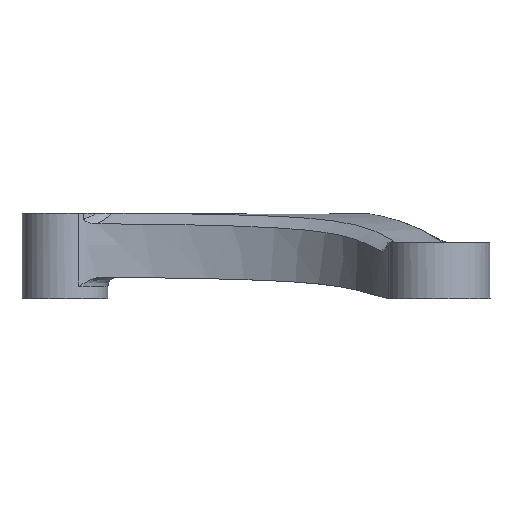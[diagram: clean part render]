
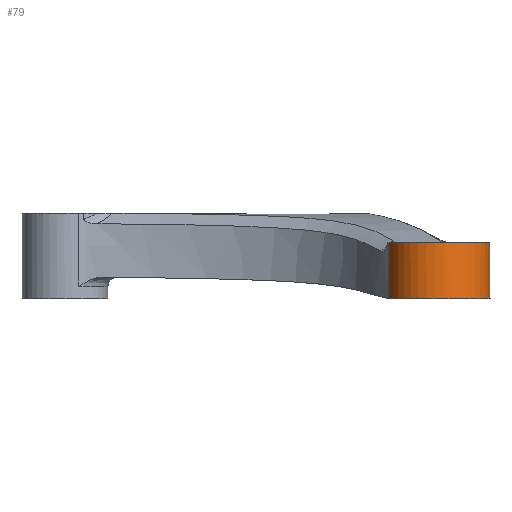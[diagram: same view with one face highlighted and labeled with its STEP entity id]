
A CAD part, left-side view. The second image highlights one B-rep face of the part: STEP entity #79.
In plain terms, the highlighted cylindrical face has radius 12 mm (diameter 24 mm), a partial arc.
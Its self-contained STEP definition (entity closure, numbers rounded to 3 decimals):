
#79 = ADVANCED_FACE( '', ( #174 ), #175, .T. );
#174 = FACE_OUTER_BOUND( '', #377, .T. );
#175 = CYLINDRICAL_SURFACE( '', #378, 12. );
#377 = EDGE_LOOP( '', ( #8243, #8244, #8245, #8246, #8247, #8248, #8249, #8250 ) );
#378 = AXIS2_PLACEMENT_3D( '', #8251, #8252, #8253 );
#8243 = ORIENTED_EDGE( '', *, *, #8955, .T. );
#8244 = ORIENTED_EDGE( '', *, *, #8956, .T. );
#8245 = ORIENTED_EDGE( '', *, *, #8957, .F. );
#8246 = ORIENTED_EDGE( '', *, *, #8958, .T. );
#8247 = ORIENTED_EDGE( '', *, *, #8959, .F. );
#8248 = ORIENTED_EDGE( '', *, *, #8960, .T. );
#8249 = ORIENTED_EDGE( '', *, *, #8961, .F. );
#8250 = ORIENTED_EDGE( '', *, *, #8962, .T. );
#8251 = CARTESIAN_POINT( '', ( -69.5, -42.5, 4.999 ) );
#8252 = DIRECTION( '', ( 0., 0., 1. ) );
#8253 = DIRECTION( '', ( 1., 0., 0. ) );
#8955 = EDGE_CURVE( '', #9196, #9197, #9198, .F. );
#8956 = EDGE_CURVE( '', #9197, #9199, #9200, .T. );
#8957 = EDGE_CURVE( '', #9201, #9199, #9202, .T. );
#8958 = EDGE_CURVE( '', #9201, #9203, #9204, .T. );
#8959 = EDGE_CURVE( '', #9205, #9203, #9206, .T. );
#8960 = EDGE_CURVE( '', #9205, #9207, #9208, .T. );
#8961 = EDGE_CURVE( '', #9209, #9207, #9210, .T. );
#8962 = EDGE_CURVE( '', #9209, #9196, #9211, .T. );
#9196 = VERTEX_POINT( '', #9629 );
#9197 = VERTEX_POINT( '', #9630 );
#9198 = LINE( '', #9631, #9632 );
#9199 = VERTEX_POINT( '', #9633 );
#9200 = B_SPLINE_CURVE_WITH_KNOTS( '', 3, ( #9634, #9635, #9636, #9637, #9638, #9639, #9640, #9641, #9642, #9643 ), .UNSPECIFIED., .F., .F., ( 4, 2, 2, 2, 4 ), ( 0.034, 0.035, 0.035, 0.036, 0.037 ), .UNSPECIFIED. );
#9201 = VERTEX_POINT( '', #9644 );
#9202 = CIRCLE( '', #9645, 12. );
#9203 = VERTEX_POINT( '', #9646 );
#9204 = B_SPLINE_CURVE_WITH_KNOTS( '', 3, ( #9647, #9648, #9649, #9650, #9651, #9652, #9653, #9654, #9655, #9656, #9657, #9658, #9659, #9660, #9661, #9662, #9663, #9664, #9665, #9666, #9667, #9668, #9669, #9670, #9671, #9672, #9673 ), .UNSPECIFIED., .F., .F., ( 4, 2, 2, 1, 2, 2, 2, 2, 2, 2, 2, 1, 1, 2, 4 ), ( 0., 0., 0., 0.001, 0.001, 0.002, 0.003, 0.003, 0.004, 0.004, 0.004, 0.004, 0.005, 0.005, 0.005 ), .UNSPECIFIED. );
#9205 = VERTEX_POINT( '', #9674 );
#9206 = LINE( '', #9675, #9676 );
#9207 = VERTEX_POINT( '', #9677 );
#9208 = B_SPLINE_CURVE_WITH_KNOTS( '', 3, ( #9678, #9679, #9680, #9681 ), .UNSPECIFIED., .F., .F., ( 4, 4 ), ( 0., 0.001 ), .UNSPECIFIED. );
#9209 = VERTEX_POINT( '', #9682 );
#9210 = CIRCLE( '', #9683, 12. );
#9211 = B_SPLINE_CURVE_WITH_KNOTS( '', 3, ( #9684, #9685, #9686, #9687, #9688, #9689, #9690, #9691, #9692, #9693, #9694, #9695, #9696, #9697, #9698, #9699, #9700 ), .UNSPECIFIED., .F., .F., ( 4, 1, 1, 1, 1, 1, 1, 1, 1, 1, 1, 1, 1, 1, 4 ), ( 0., 0.072, 0.138, 0.198, 0.254, 0.304, 0.348, 0.388, 0.421, 0.45, 0.473, 0.491, 0.601, 0.707, 0.807 ), .UNSPECIFIED. );
#9629 = CARTESIAN_POINT( '', ( -60.312, -50.218, 0.138 ) );
#9630 = CARTESIAN_POINT( '', ( -60.312, -50.218, 12.14 ) );
#9631 = CARTESIAN_POINT( '', ( -60.312, -50.218, 4.999 ) );
#9632 = VECTOR( '', #12228, 1000. );
#9633 = CARTESIAN_POINT( '', ( -58.878, -48.084, 13.049 ) );
#9634 = CARTESIAN_POINT( '', ( -60.312, -50.218, 12.14 ) );
#9635 = CARTESIAN_POINT( '', ( -60.171, -50.051, 12.204 ) );
#9636 = CARTESIAN_POINT( '', ( -60.036, -49.881, 12.271 ) );
#9637 = CARTESIAN_POINT( '', ( -59.777, -49.536, 12.41 ) );
#9638 = CARTESIAN_POINT( '', ( -59.653, -49.361, 12.483 ) );
#9639 = CARTESIAN_POINT( '', ( -59.414, -49.005, 12.635 ) );
#9640 = CARTESIAN_POINT( '', ( -59.3, -48.825, 12.714 ) );
#9641 = CARTESIAN_POINT( '', ( -59.081, -48.458, 12.877 ) );
#9642 = CARTESIAN_POINT( '', ( -58.977, -48.272, 12.961 ) );
#9643 = CARTESIAN_POINT( '', ( -58.878, -48.084, 13.049 ) );
#9644 = CARTESIAN_POINT( '', ( -67.144, -30.734, 13.049 ) );
#9645 = AXIS2_PLACEMENT_3D( '', #12229, #12230, #12231 );
#9646 = CARTESIAN_POINT( '', ( -72.245, -30.818, 12.112 ) );
#9647 = CARTESIAN_POINT( '', ( -67.144, -30.734, 13.049 ) );
#9648 = CARTESIAN_POINT( '', ( -67.246, -30.713, 13.014 ) );
#9649 = CARTESIAN_POINT( '', ( -67.35, -30.694, 12.981 ) );
#9650 = CARTESIAN_POINT( '', ( -67.505, -30.667, 12.932 ) );
#9651 = CARTESIAN_POINT( '', ( -67.557, -30.658, 12.916 ) );
#9652 = CARTESIAN_POINT( '', ( -67.661, -30.642, 12.885 ) );
#9653 = CARTESIAN_POINT( '', ( -67.921, -30.602, 12.807 ) );
#9654 = CARTESIAN_POINT( '', ( -68.182, -30.571, 12.735 ) );
#9655 = CARTESIAN_POINT( '', ( -68.602, -30.532, 12.626 ) );
#9656 = CARTESIAN_POINT( '', ( -68.812, -30.518, 12.576 ) );
#9657 = CARTESIAN_POINT( '', ( -69.236, -30.501, 12.483 ) );
#9658 = CARTESIAN_POINT( '', ( -69.448, -30.498, 12.44 ) );
#9659 = CARTESIAN_POINT( '', ( -69.874, -30.504, 12.361 ) );
#9660 = CARTESIAN_POINT( '', ( -70.088, -30.512, 12.325 ) );
#9661 = CARTESIAN_POINT( '', ( -70.518, -30.541, 12.262 ) );
#9662 = CARTESIAN_POINT( '', ( -70.734, -30.562, 12.234 ) );
#9663 = CARTESIAN_POINT( '', ( -71.004, -30.595, 12.203 ) );
#9664 = CARTESIAN_POINT( '', ( -71.059, -30.602, 12.198 ) );
#9665 = CARTESIAN_POINT( '', ( -71.14, -30.613, 12.189 ) );
#9666 = CARTESIAN_POINT( '', ( -71.167, -30.616, 12.186 ) );
#9667 = CARTESIAN_POINT( '', ( -71.221, -30.624, 12.181 ) );
#9668 = CARTESIAN_POINT( '', ( -71.357, -30.644, 12.168 ) );
#9669 = CARTESIAN_POINT( '', ( -71.6, -30.684, 12.148 ) );
#9670 = CARTESIAN_POINT( '', ( -71.816, -30.725, 12.133 ) );
#9671 = CARTESIAN_POINT( '', ( -72.031, -30.769, 12.121 ) );
#9672 = CARTESIAN_POINT( '', ( -72.138, -30.793, 12.116 ) );
#9673 = CARTESIAN_POINT( '', ( -72.245, -30.818, 12.112 ) );
#9674 = CARTESIAN_POINT( '', ( -72.245, -30.818, 0.043 ) );
#9675 = CARTESIAN_POINT( '', ( -72.245, -30.818, 4.999 ) );
#9676 = VECTOR( '', #12232, 1000. );
#9677 = CARTESIAN_POINT( '', ( -73.382, -31.146, 0.004 ) );
#9678 = CARTESIAN_POINT( '', ( -72.245, -30.818, 0.044 ) );
#9679 = CARTESIAN_POINT( '', ( -72.63, -30.909, 0.03 ) );
#9680 = CARTESIAN_POINT( '', ( -73.009, -31.018, 0.017 ) );
#9681 = CARTESIAN_POINT( '', ( -73.382, -31.145, 0.004 ) );
#9682 = CARTESIAN_POINT( '', ( -63.274, -52.759, 0.004 ) );
#9683 = AXIS2_PLACEMENT_3D( '', #12233, #12234, #12235 );
#9684 = CARTESIAN_POINT( '', ( -63.274, -52.759, 0.004 ) );
#9685 = CARTESIAN_POINT( '', ( -63.176, -52.698, 0.008 ) );
#9686 = CARTESIAN_POINT( '', ( -62.986, -52.58, 0.016 ) );
#9687 = CARTESIAN_POINT( '', ( -62.719, -52.402, 0.027 ) );
#9688 = CARTESIAN_POINT( '', ( -62.478, -52.232, 0.037 ) );
#9689 = CARTESIAN_POINT( '', ( -62.262, -52.072, 0.047 ) );
#9690 = CARTESIAN_POINT( '', ( -62.069, -51.924, 0.055 ) );
#9691 = CARTESIAN_POINT( '', ( -61.901, -51.788, 0.062 ) );
#9692 = CARTESIAN_POINT( '', ( -61.754, -51.666, 0.069 ) );
#9693 = CARTESIAN_POINT( '', ( -61.63, -51.559, 0.075 ) );
#9694 = CARTESIAN_POINT( '', ( -61.526, -51.468, 0.079 ) );
#9695 = CARTESIAN_POINT( '', ( -61.442, -51.393, 0.083 ) );
#9696 = CARTESIAN_POINT( '', ( -61.261, -51.227, 0.092 ) );
#9697 = CARTESIAN_POINT( '', ( -60.988, -50.964, 0.105 ) );
#9698 = CARTESIAN_POINT( '', ( -60.634, -50.594, 0.122 ) );
#9699 = CARTESIAN_POINT( '', ( -60.417, -50.341, 0.133 ) );
#9700 = CARTESIAN_POINT( '', ( -60.312, -50.218, 0.138 ) );
#12228 = DIRECTION( '', ( 0., 0., -1. ) );
#12229 = CARTESIAN_POINT( '', ( -69.5, -42.5, 13.049 ) );
#12230 = DIRECTION( '', ( 0., 0., 1. ) );
#12231 = DIRECTION( '', ( 1., 0., 0. ) );
#12232 = DIRECTION( '', ( 0., 0., 1. ) );
#12233 = CARTESIAN_POINT( '', ( -69.5, -42.5, 0.004 ) );
#12234 = DIRECTION( '', ( 0., 0., -1. ) );
#12235 = DIRECTION( '', ( 0., -1., 0. ) );
